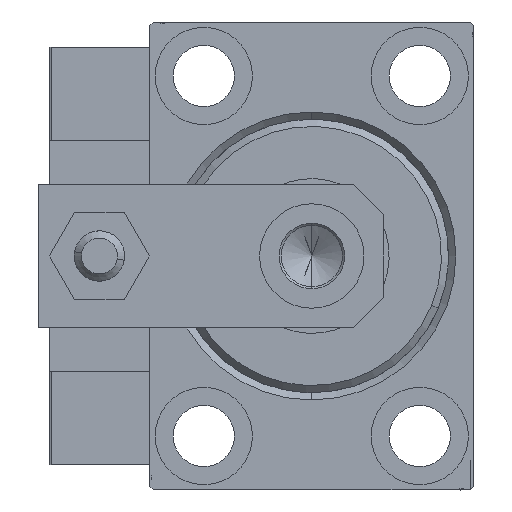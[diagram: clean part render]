
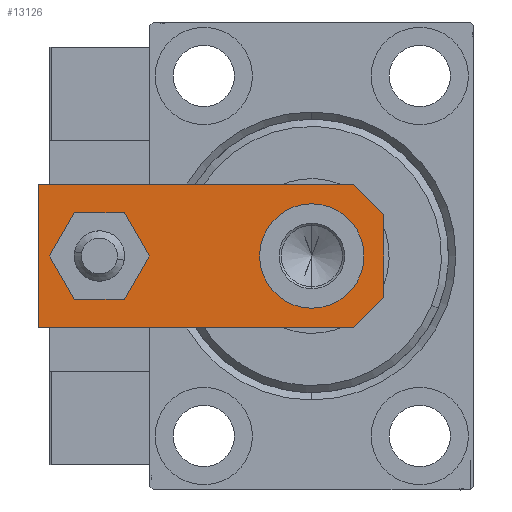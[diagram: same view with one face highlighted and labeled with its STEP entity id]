
A CAD part, left-side view. The second image highlights one B-rep face of the part: STEP entity #13126.
In plain terms, the highlighted face is planar.
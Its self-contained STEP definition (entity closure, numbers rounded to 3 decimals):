
#247 = CARTESIAN_POINT ( 'NONE',  ( -10., 4.24, 6. ) ) ;
#895 = VERTEX_POINT ( 'NONE', #42426 ) ;
#1222 = CARTESIAN_POINT ( 'NONE',  ( 5.76, 0., 6. ) ) ;
#1399 = DIRECTION ( 'NONE',  ( 0., 0., 1. ) ) ;
#1658 = EDGE_CURVE ( 'NONE', #16898, #49172, #28452, .T. ) ;
#2485 = CARTESIAN_POINT ( 'NONE',  ( 2.88, -2.88, 6. ) ) ;
#3354 = VERTEX_POINT ( 'NONE', #49127 ) ;
#3515 = CARTESIAN_POINT ( 'NONE',  ( -10., 0., 6. ) ) ;
#3646 = ORIENTED_EDGE ( 'NONE', *, *, #34558, .T. ) ;
#3718 = CARTESIAN_POINT ( 'NONE',  ( -10., 48., 6. ) ) ;
#3725 = EDGE_CURVE ( 'NONE', #895, #16898, #34229, .T. ) ;
#3765 = DIRECTION ( 'NONE',  ( 1., 0., 0. ) ) ;
#5011 = DIRECTION ( 'NONE',  ( -1., 0., 0. ) ) ;
#5301 = EDGE_CURVE ( 'NONE', #43615, #43186, #44229, .T. ) ;
#6110 = CARTESIAN_POINT ( 'NONE',  ( 10., 48., 6. ) ) ;
#6377 = ORIENTED_EDGE ( 'NONE', *, *, #30694, .T. ) ;
#7391 = ORIENTED_EDGE ( 'NONE', *, *, #3725, .T. ) ;
#7598 = VECTOR ( 'NONE', #42109, 1000. ) ;
#7602 = VERTEX_POINT ( 'NONE', #1222 ) ;
#8303 = DIRECTION ( 'NONE',  ( 1., 0., 0. ) ) ;
#8565 = PLANE ( 'NONE',  #31392 ) ;
#9595 = VERTEX_POINT ( 'NONE', #46474 ) ;
#9617 = EDGE_CURVE ( 'NONE', #49172, #14513, #38607, .T. ) ;
#11004 = DIRECTION ( 'NONE',  ( 0., 0., 1. ) ) ;
#11706 = AXIS2_PLACEMENT_3D ( 'NONE', #30336, #11004, #32037 ) ;
#11942 = EDGE_CURVE ( 'NONE', #3354, #9595, #18360, .T. ) ;
#12122 = DIRECTION ( 'NONE',  ( 0., 0., 1. ) ) ;
#12878 = CARTESIAN_POINT ( 'NONE',  ( 0., 39.5, 6. ) ) ;
#13126 = ADVANCED_FACE ( 'NONE', ( #23115, #43430, #42416 ), #8565, .T. ) ;
#14287 = EDGE_LOOP ( 'NONE', ( #45777, #14381 ) ) ;
#14381 = ORIENTED_EDGE ( 'NONE', *, *, #38275, .F. ) ;
#14513 = VERTEX_POINT ( 'NONE', #247 ) ;
#16736 = EDGE_LOOP ( 'NONE', ( #25796, #3646, #20448, #6377, #7391, #48288 ) ) ;
#16898 = VERTEX_POINT ( 'NONE', #6110 ) ;
#18228 = CARTESIAN_POINT ( 'NONE',  ( -5.76, 0., 6. ) ) ;
#18360 = CIRCLE ( 'NONE', #35430, 7.25 ) ;
#18789 = DIRECTION ( 'NONE',  ( 0.707, 0.707, 0. ) ) ;
#18796 = VECTOR ( 'NONE', #18789, 1000. ) ;
#19032 = DIRECTION ( 'NONE',  ( 0., 0., 1. ) ) ;
#19085 = VECTOR ( 'NONE', #19284, 1000. ) ;
#19284 = DIRECTION ( 'NONE',  ( 0., -1., 0. ) ) ;
#20448 = ORIENTED_EDGE ( 'NONE', *, *, #45179, .T. ) ;
#20819 = CARTESIAN_POINT ( 'NONE',  ( -2.88, -2.88, 6. ) ) ;
#21433 = CIRCLE ( 'NONE', #37642, 7.25 ) ;
#22985 = ORIENTED_EDGE ( 'NONE', *, *, #11942, .F. ) ;
#23115 = FACE_BOUND ( 'NONE', #14287, .T. ) ;
#24765 = EDGE_CURVE ( 'NONE', #9595, #3354, #21433, .T. ) ;
#25796 = ORIENTED_EDGE ( 'NONE', *, *, #9617, .T. ) ;
#26964 = LINE ( 'NONE', #3515, #47422 ) ;
#27227 = DIRECTION ( 'NONE',  ( 1., 0., 0. ) ) ;
#27849 = VECTOR ( 'NONE', #5011, 1000. ) ;
#28452 = LINE ( 'NONE', #36840, #27849 ) ;
#30336 = CARTESIAN_POINT ( 'NONE',  ( 0., 39.5, 6. ) ) ;
#30694 = EDGE_CURVE ( 'NONE', #7602, #895, #45258, .T. ) ;
#31026 = CARTESIAN_POINT ( 'NONE',  ( 0., 10., 6. ) ) ;
#31392 = AXIS2_PLACEMENT_3D ( 'NONE', #39622, #19032, #8303 ) ;
#31502 = LINE ( 'NONE', #20819, #44614 ) ;
#32037 = DIRECTION ( 'NONE',  ( 1., 0., 0. ) ) ;
#32258 = DIRECTION ( 'NONE',  ( 0.707, -0.707, 0. ) ) ;
#33850 = VERTEX_POINT ( 'NONE', #18228 ) ;
#34148 = CIRCLE ( 'NONE', #40649, 4. ) ;
#34229 = LINE ( 'NONE', #49999, #7598 ) ;
#34558 = EDGE_CURVE ( 'NONE', #14513, #33850, #31502, .T. ) ;
#34582 = CARTESIAN_POINT ( 'NONE',  ( 4., 39.5, 6. ) ) ;
#34793 = DIRECTION ( 'NONE',  ( 1., 0., 0. ) ) ;
#35430 = AXIS2_PLACEMENT_3D ( 'NONE', #31026, #46535, #27227 ) ;
#36840 = CARTESIAN_POINT ( 'NONE',  ( 10., 48., 6. ) ) ;
#37642 = AXIS2_PLACEMENT_3D ( 'NONE', #38595, #12122, #34793 ) ;
#37904 = DIRECTION ( 'NONE',  ( 1., 0., 0. ) ) ;
#38070 = ORIENTED_EDGE ( 'NONE', *, *, #24765, .F. ) ;
#38275 = EDGE_CURVE ( 'NONE', #43186, #43615, #34148, .T. ) ;
#38595 = CARTESIAN_POINT ( 'NONE',  ( 0., 10., 6. ) ) ;
#38607 = LINE ( 'NONE', #3718, #19085 ) ;
#39622 = CARTESIAN_POINT ( 'NONE',  ( 0., 0., 6. ) ) ;
#40649 = AXIS2_PLACEMENT_3D ( 'NONE', #12878, #1399, #3765 ) ;
#42109 = DIRECTION ( 'NONE',  ( 0., 1., 0. ) ) ;
#42416 = FACE_BOUND ( 'NONE', #47052, .T. ) ;
#42426 = CARTESIAN_POINT ( 'NONE',  ( 10., 4.24, 6. ) ) ;
#43186 = VERTEX_POINT ( 'NONE', #34582 ) ;
#43430 = FACE_OUTER_BOUND ( 'NONE', #16736, .T. ) ;
#43615 = VERTEX_POINT ( 'NONE', #49944 ) ;
#44229 = CIRCLE ( 'NONE', #11706, 4. ) ;
#44614 = VECTOR ( 'NONE', #32258, 1000. ) ;
#45179 = EDGE_CURVE ( 'NONE', #33850, #7602, #26964, .T. ) ;
#45258 = LINE ( 'NONE', #2485, #18796 ) ;
#45777 = ORIENTED_EDGE ( 'NONE', *, *, #5301, .F. ) ;
#46417 = CARTESIAN_POINT ( 'NONE',  ( -10., 48., 6. ) ) ;
#46474 = CARTESIAN_POINT ( 'NONE',  ( 7.25, 10., 6. ) ) ;
#46535 = DIRECTION ( 'NONE',  ( 0., 0., 1. ) ) ;
#47052 = EDGE_LOOP ( 'NONE', ( #22985, #38070 ) ) ;
#47422 = VECTOR ( 'NONE', #37904, 1000. ) ;
#48288 = ORIENTED_EDGE ( 'NONE', *, *, #1658, .T. ) ;
#49127 = CARTESIAN_POINT ( 'NONE',  ( -7.25, 10., 6. ) ) ;
#49172 = VERTEX_POINT ( 'NONE', #46417 ) ;
#49944 = CARTESIAN_POINT ( 'NONE',  ( -4., 39.5, 6. ) ) ;
#49999 = CARTESIAN_POINT ( 'NONE',  ( 10., 0., 6. ) ) ;
